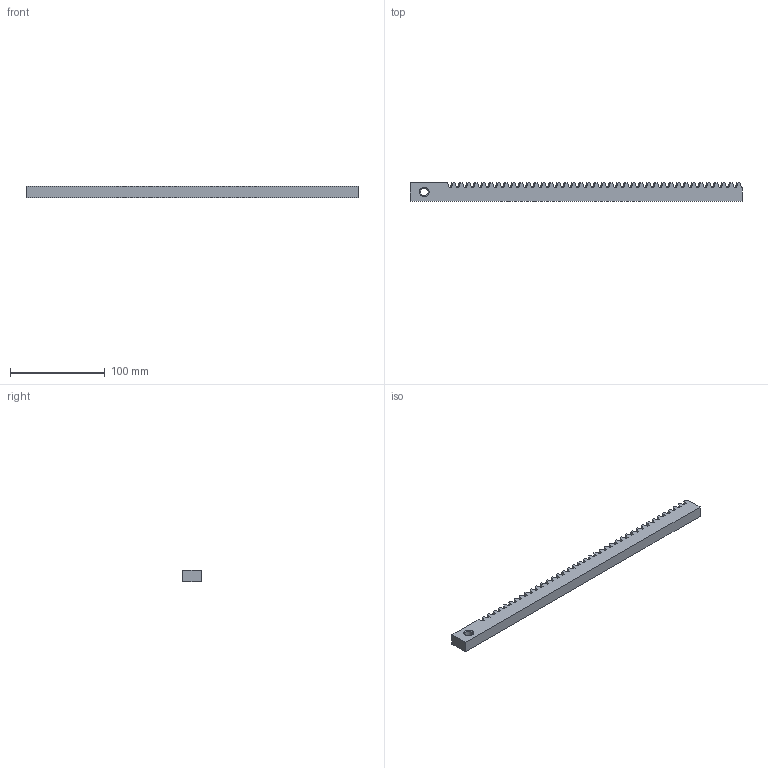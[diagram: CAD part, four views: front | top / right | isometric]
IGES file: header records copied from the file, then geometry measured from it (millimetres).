
Global section: file name: 51145_0197_02; native system: Autodesk Inventor 2022; preprocessor: unknown; author: Nesvadba; date: 20240222.161910; units: millimetre
Bounding box: 350 x 20 x 12 mm (x, y, z)
Volume: 71939.6 mm3; surface area: 24766.3 mm2
Topology: 1 solids, 1 shells, 169 faces, 503 edges, 336 vertices
Faces by surface type: bspline 169
